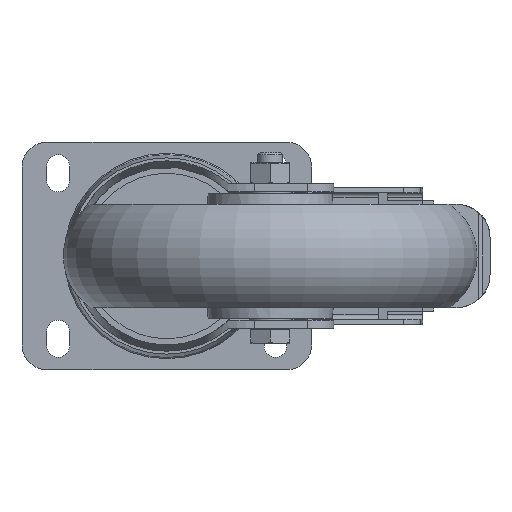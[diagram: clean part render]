
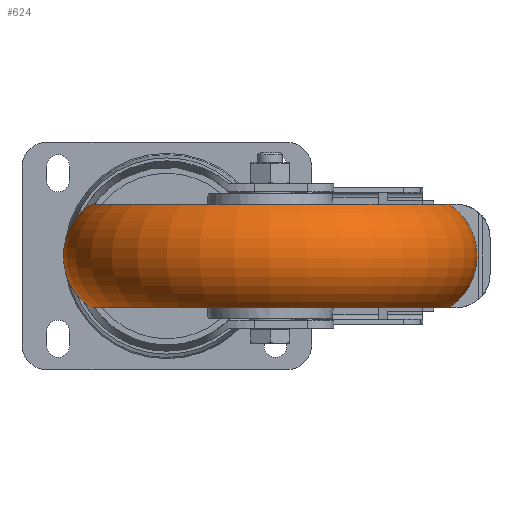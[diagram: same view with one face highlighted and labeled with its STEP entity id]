
A CAD part, front view. The second image highlights one B-rep face of the part: STEP entity #624.
In plain terms, the highlighted toroidal (fillet/blend) face has major radius 70 mm and minor radius 30 mm.
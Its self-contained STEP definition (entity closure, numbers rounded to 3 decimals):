
#624 = ADVANCED_FACE( '', ( #1520, #1521, #1522 ), #1523, .T. );
#1520 = FACE_BOUND( '', #2854, .T. );
#1521 = FACE_OUTER_BOUND( '', #2855, .T. );
#1522 = FACE_OUTER_BOUND( '', #2856, .T. );
#1523 = TOROIDAL_SURFACE( '', #2857, 70., 30. );
#2854 = VERTEX_LOOP( '', #4315 );
#2855 = EDGE_LOOP( '', ( #4316 ) );
#2856 = EDGE_LOOP( '', ( #4317 ) );
#2857 = AXIS2_PLACEMENT_3D( '', #4318, #4319, #4320 );
#4315 = VERTEX_POINT( '', #7854 );
#4316 = ORIENTED_EDGE( '', *, *, #7855, .T. );
#4317 = ORIENTED_EDGE( '', *, *, #7856, .F. );
#4318 = CARTESIAN_POINT( '', ( 0., 0., 0. ) );
#4319 = DIRECTION( '', ( 0., 0., -1. ) );
#4320 = DIRECTION( '', ( -1., 0., 0. ) );
#7854 = CARTESIAN_POINT( '', ( -100., 0., 0. ) );
#7855 = EDGE_CURVE( '', #9302, #9302, #9303, .T. );
#7856 = EDGE_CURVE( '', #9304, #9304, #9305, .T. );
#9302 = VERTEX_POINT( '', #11461 );
#9303 = CIRCLE( '', #11462, 86.583 );
#9304 = VERTEX_POINT( '', #11463 );
#9305 = CIRCLE( '', #11464, 86.583 );
#11461 = CARTESIAN_POINT( '', ( -86.583, 0., 25. ) );
#11462 = AXIS2_PLACEMENT_3D( '', #14928, #14929, #14930 );
#11463 = CARTESIAN_POINT( '', ( -86.583, 0., -25. ) );
#11464 = AXIS2_PLACEMENT_3D( '', #14931, #14932, #14933 );
#14928 = CARTESIAN_POINT( '', ( 0., 0., 25. ) );
#14929 = DIRECTION( '', ( 0., 0., -1. ) );
#14930 = DIRECTION( '', ( -1., 0., 0. ) );
#14931 = CARTESIAN_POINT( '', ( 0., 0., -25. ) );
#14932 = DIRECTION( '', ( 0., 0., -1. ) );
#14933 = DIRECTION( '', ( -1., 0., 0. ) );
